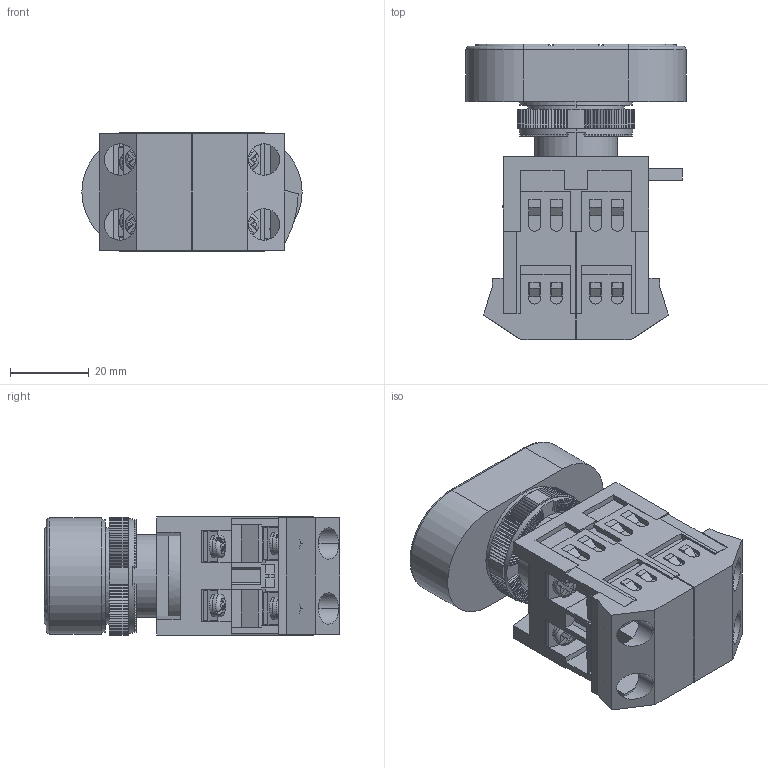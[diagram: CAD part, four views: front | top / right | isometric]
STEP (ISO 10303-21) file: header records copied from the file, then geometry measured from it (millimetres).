
FILE_DESCRIPTION (( 'STEP AP214' ), '1' );
FILE_NAME ('BBD11-APBB-K51 Êíîïêà APÂÂ-22N Ïóñê-Ñòîï d22ìì íåîí_240Â 1ç+1ð ÈÝÊ.STEP', '2017-11-01T11:47:31', ( '' ), ( '' ), 'SwSTEP 2.0', 'SolidWorks 2014', '' );
FILE_SCHEMA (( 'AUTOMOTIVE_DESIGN' ));
Length unit declared in the file: millimetre
Products named in the file (1): BBD11-APBB-K51 Êíîïêà APÂÂ-22N Ïóñê-Ñòîï d22ìì íåîí_240Â 1ç+1ð ÈÝÊ
Bounding box: 56 x 75 x 30 mm (x, y, z)
Volume: 63441.4 mm3; surface area: 32700.9 mm2
Topology: 5 solids, 5 shells, 1633 faces, 4492 edges, 2907 vertices
Faces by surface type: plane 1366, cylinder 199, bspline 42, torus 18, sphere 8
Entity records: 53781 total; most frequent: CARTESIAN_POINT 13003, ORIENTED_EDGE 8968, DIRECTION 8005, EDGE_CURVE 4484, VECTOR 3059, LINE 3059, VERTEX_POINT 2907, AXIS2_PLACEMENT_3D 2473
